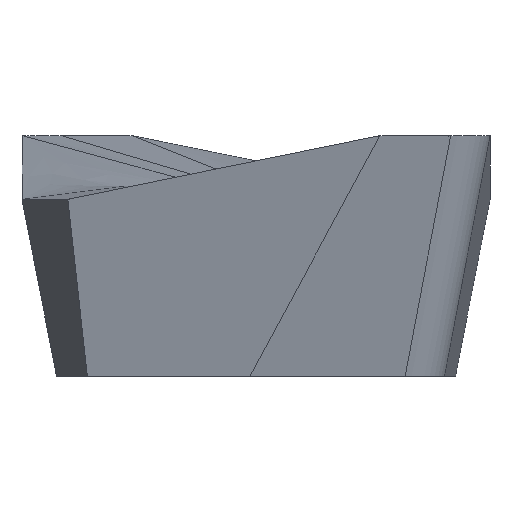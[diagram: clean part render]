
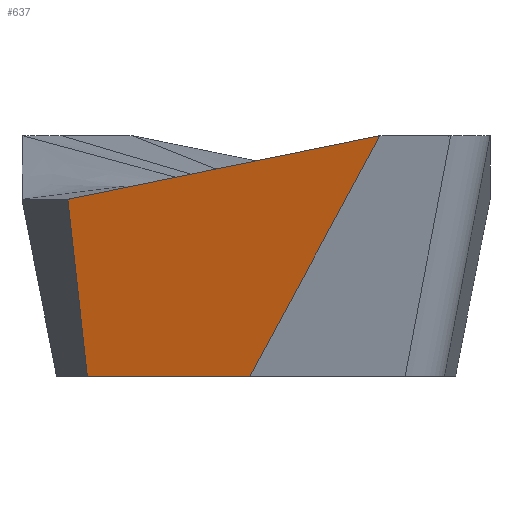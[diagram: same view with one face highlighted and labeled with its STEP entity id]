
A CAD part, left-side view. The second image highlights one B-rep face of the part: STEP entity #637.
In plain terms, the highlighted planar face has unit normal (-0.976, 0.103, -0.191).
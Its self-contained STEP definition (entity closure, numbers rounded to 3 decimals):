
#67=DIRECTION('',(0.141,0.97,-0.198));
#68=VECTOR('',#67,6.364);
#69=CARTESIAN_POINT('',(-8.553,-2.452,0.));
#70=LINE('',#69,#68);
#74=DIRECTION('',(-0.217,-0.465,0.859));
#75=VECTOR('',#74,5.544);
#76=CARTESIAN_POINT('',(-7.352,0.123,-4.76));
#77=LINE('',#76,#75);
#81=DIRECTION('',(-0.105,-0.995,0.));
#82=VECTOR('',#81,3.228);
#83=CARTESIAN_POINT('',(-7.015,3.334,-4.76));
#84=LINE('',#83,#82);
#95=DIRECTION('',(-0.18,0.108,0.978));
#96=VECTOR('',#95,3.58);
#97=CARTESIAN_POINT('',(-7.015,3.334,-4.76));
#98=LINE('',#97,#96);
#501=CARTESIAN_POINT('',(-7.015,3.334,-4.76));
#502=VERTEX_POINT('',#501);
#503=CARTESIAN_POINT('',(-7.352,0.123,-4.76));
#504=VERTEX_POINT('',#503);
#517=CARTESIAN_POINT('',(-8.553,-2.452,0.));
#519=VERTEX_POINT('',#517);
#553=CARTESIAN_POINT('',(-7.658,3.722,-1.26));
#555=VERTEX_POINT('',#553);
#623=CARTESIAN_POINT('',(-7.765,0.629,
-2.377));
#624=DIRECTION('',(-0.976,0.103,-0.191));
#625=DIRECTION('',(0.191,-0.003,-0.981));
#626=AXIS2_PLACEMENT_3D('',#623,#624,#625);
#627=PLANE('',#626);
#629=ORIENTED_EDGE('',*,*,#628,.T.);
#631=ORIENTED_EDGE('',*,*,#630,.F.);
#633=ORIENTED_EDGE('',*,*,#632,.F.);
#634=ORIENTED_EDGE('',*,*,#596,.F.);
#635=EDGE_LOOP('',(#629,#631,#633,#634));
#636=FACE_OUTER_BOUND('',#635,.F.);
#596=EDGE_CURVE('',#502,#504,#84,.T.);
#628=EDGE_CURVE('',#502,#555,#98,.T.);
#630=EDGE_CURVE('',#519,#555,#70,.T.);
#632=EDGE_CURVE('',#504,#519,#77,.T.);
#637=ADVANCED_FACE('',(#636),#627,.T.);
